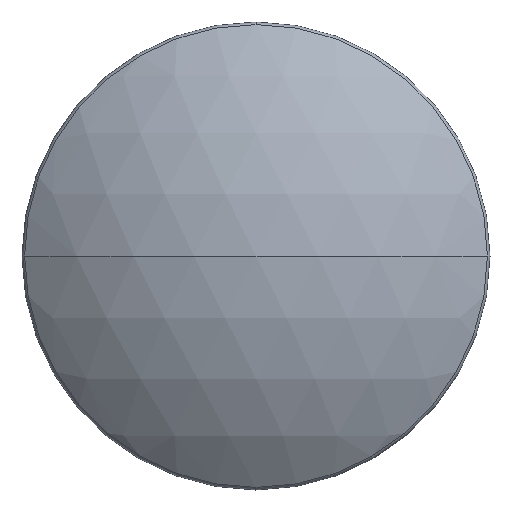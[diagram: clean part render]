
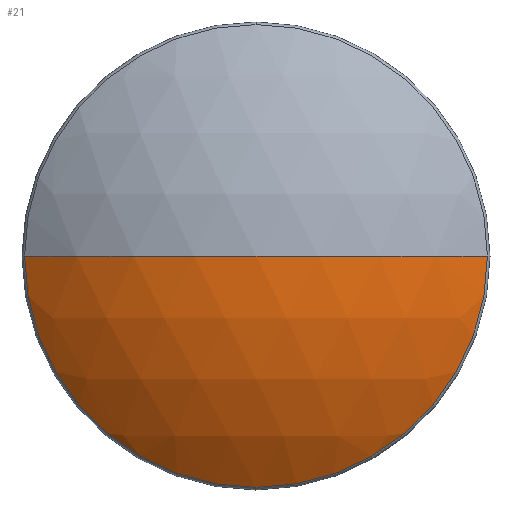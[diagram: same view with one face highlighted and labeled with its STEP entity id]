
A CAD part, left-side view. The second image highlights one B-rep face of the part: STEP entity #21.
In plain terms, the highlighted spherical face has radius 26.66 mm.
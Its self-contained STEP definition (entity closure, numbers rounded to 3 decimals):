
#3 = AXIS2_PLACEMENT_3D ( 'NONE', #35, #68, #216 ) ;
#21 = ADVANCED_FACE ( 'NONE', ( #319 ), #50, .T. ) ;
#34 = VERTEX_POINT ( 'NONE', #227 ) ;
#35 = CARTESIAN_POINT ( 'NONE',  ( -2.152, 0., 0. ) ) ;
#41 = ORIENTED_EDGE ( 'NONE', *, *, #196, .T. ) ;
#50 = SPHERICAL_SURFACE ( 'NONE', #173, 26.66 ) ;
#68 = DIRECTION ( 'NONE',  ( -1., 0., 0. ) ) ;
#80 = CARTESIAN_POINT ( 'NONE',  ( 18.66, 0., 0. ) ) ;
#83 = DIRECTION ( 'NONE',  ( 1., 0., 0. ) ) ;
#113 = CARTESIAN_POINT ( 'NONE',  ( 18.66, 0., 0. ) ) ;
#116 = DIRECTION ( 'NONE',  ( 0., 0., 1. ) ) ;
#122 = EDGE_CURVE ( 'NONE', #34, #402, #178, .T. ) ;
#131 = VERTEX_POINT ( 'NONE', #180 ) ;
#142 = DIRECTION ( 'NONE',  ( 0., 0., -1. ) ) ;
#146 = CARTESIAN_POINT ( 'NONE',  ( -2.152, 0., 0. ) ) ;
#160 = AXIS2_PLACEMENT_3D ( 'NONE', #211, #364, #83 ) ;
#162 = ORIENTED_EDGE ( 'NONE', *, *, #270, .T. ) ;
#171 = ORIENTED_EDGE ( 'NONE', *, *, #245, .T. ) ;
#173 = AXIS2_PLACEMENT_3D ( 'NONE', #80, #142, #265 ) ;
#175 = DIRECTION ( 'NONE',  ( 0., 1., 0. ) ) ;
#178 = CIRCLE ( 'NONE', #160, 26.66 ) ;
#180 = CARTESIAN_POINT ( 'NONE',  ( -2.152, -16.662, 0. ) ) ;
#196 = EDGE_CURVE ( 'NONE', #131, #402, #235, .T. ) ;
#207 = CIRCLE ( 'NONE', #213, 16.662 ) ;
#211 = CARTESIAN_POINT ( 'NONE',  ( 18.66, 0., 0. ) ) ;
#213 = AXIS2_PLACEMENT_3D ( 'NONE', #146, #272, #116 ) ;
#216 = DIRECTION ( 'NONE',  ( 0., 0., 1. ) ) ;
#218 = EDGE_LOOP ( 'NONE', ( #162, #171, #41, #224 ) ) ;
#221 = VERTEX_POINT ( 'NONE', #239 ) ;
#222 = CIRCLE ( 'NONE', #3, 16.662 ) ;
#224 = ORIENTED_EDGE ( 'NONE', *, *, #122, .F. ) ;
#227 = CARTESIAN_POINT ( 'NONE',  ( -2.152, 16.662, 0. ) ) ;
#235 = CIRCLE ( 'NONE', #358, 26.66 ) ;
#239 = CARTESIAN_POINT ( 'NONE',  ( -2.152, 0., -16.662 ) ) ;
#240 = DIRECTION ( 'NONE',  ( 0., 0., -1. ) ) ;
#245 = EDGE_CURVE ( 'NONE', #221, #131, #207, .T. ) ;
#246 = CARTESIAN_POINT ( 'NONE',  ( -8., 0., 0. ) ) ;
#265 = DIRECTION ( 'NONE',  ( 0., 1., 0. ) ) ;
#270 = EDGE_CURVE ( 'NONE', #34, #221, #222, .T. ) ;
#272 = DIRECTION ( 'NONE',  ( -1., 0., 0. ) ) ;
#319 = FACE_OUTER_BOUND ( 'NONE', #218, .T. ) ;
#358 = AXIS2_PLACEMENT_3D ( 'NONE', #113, #240, #175 ) ;
#364 = DIRECTION ( 'NONE',  ( 0., 0., 1. ) ) ;
#402 = VERTEX_POINT ( 'NONE', #246 ) ;
